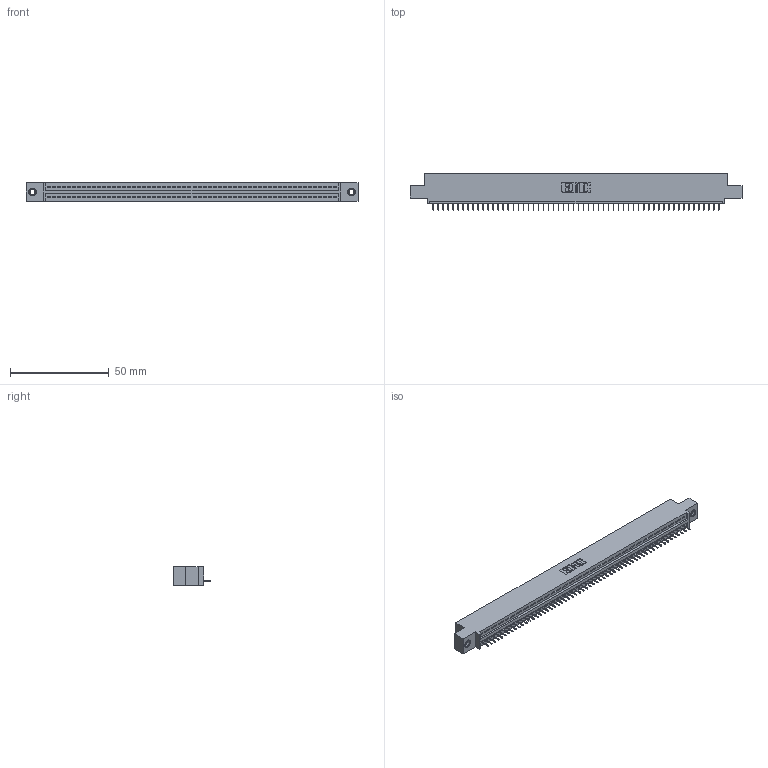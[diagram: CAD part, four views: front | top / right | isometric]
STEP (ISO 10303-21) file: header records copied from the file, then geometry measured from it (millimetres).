
FILE_DESCRIPTION (( 'STEP AP203' ), '1' );
FILE_NAME ('395-058-525-407.STEP', '2020-09-24T18:44:35', ( '' ), ( '' ), 'SwSTEP 2.0', 'SolidWorks 2020', '' );
FILE_SCHEMA (( 'CONFIG_CONTROL_DESIGN' ));
Length unit declared in the file: inch
Products named in the file (4): 395-058-525-407; 345-250-001_345-250-005-103; 345-292-001_345-293-125; 345 Part_0.110 Offset - 0.156 Dia-TI
Assembly tree (61 placements, depth 2):
  395-058-525-407
    345 Part_0.110 Offset - 0.156 Dia-TI
    345-292-001_345-293-125  x58
    345-250-001_345-250-005-103  x2
Bounding box: 168.53 x 18.72 x 9.4 mm (x, y, z)
Volume: 15814.4 mm3; surface area: 20558.1 mm2
Topology: 61 solids, 61 shells, 3786 faces, 10929 edges, 7046 vertices
Faces by surface type: plane 2784, cylinder 986, cone 12, torus 4
Entity records: 42890 total; most frequent: CARTESIAN_POINT 7409, ORIENTED_EDGE 7394, DIRECTION 6475, EDGE_CURVE 3697, VECTOR 3317, LINE 3317, VERTEX_POINT 2456, AXIS2_PLACEMENT_3D 1579
